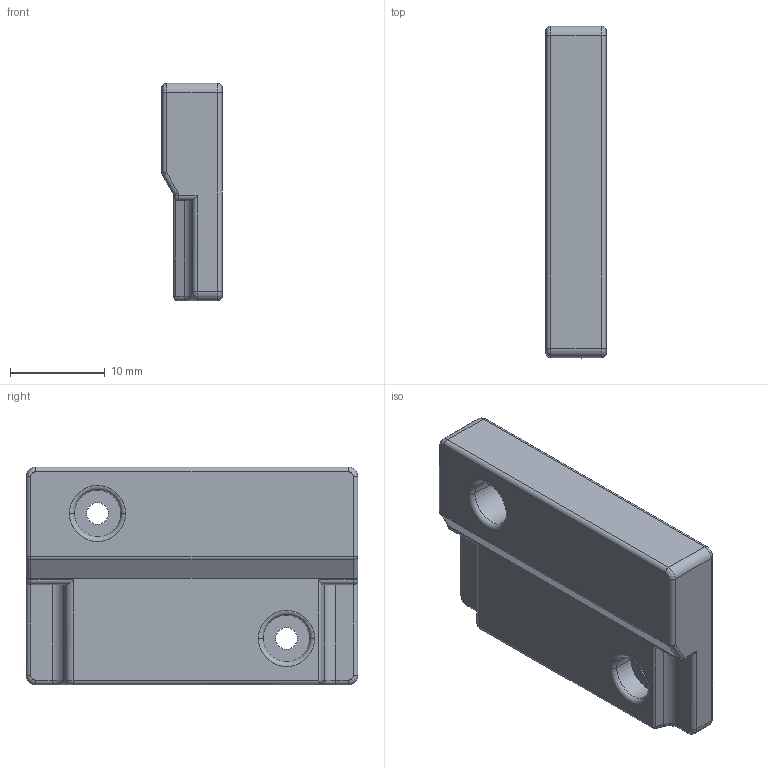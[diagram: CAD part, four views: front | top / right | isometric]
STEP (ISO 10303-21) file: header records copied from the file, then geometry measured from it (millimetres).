
FILE_DESCRIPTION((''),'2;1');
FILE_NAME('DH3-RD010441-6000','2025-05-13T14:16:26',('346893'),(''),'CREO PARAMETRIC BY PTC INC, 2020184','CREO PARAMETRIC BY PTC INC, 2020184','');
FILE_SCHEMA(('CONFIG_CONTROL_DESIGN','SHAPE_APPEARANCE_LAYERS_GROUPS'));
Length unit declared in the file: millimetre
Products named in the file (1): DH3-RD010441-6000
Bounding box: 6.35 x 35 x 23 mm (x, y, z)
Volume: 4226.8 mm3; surface area: 2324.9 mm2
Topology: 1 solids, 1 shells, 84 faces, 188 edges, 110 vertices
Faces by surface type: cylinder 43, plane 18, torus 12, bspline 7, sphere 4
Entity records: 3101 total; most frequent: CARTESIAN_POINT 580, DIRECTION 429, ORIENTED_EDGE 376, PRESENTATION_STYLE_ASSIGNMENT 189, STYLED_ITEM 189, CURVE_STYLE 188, EDGE_CURVE 188, AXIS2_PLACEMENT_3D 175
